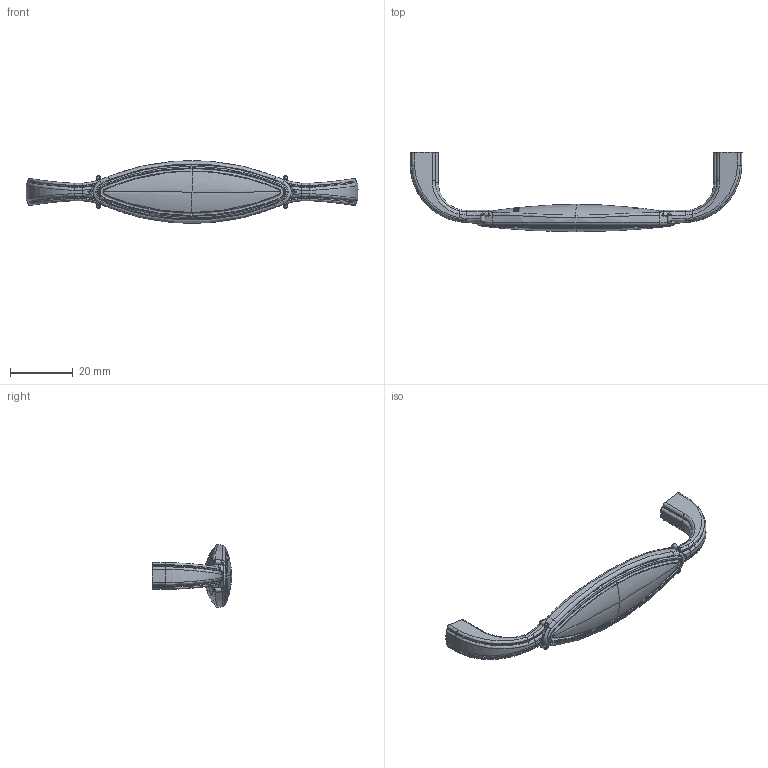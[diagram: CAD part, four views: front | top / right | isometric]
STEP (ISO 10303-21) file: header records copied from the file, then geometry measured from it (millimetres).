
FILE_DESCRIPTION(('Creo Elements/Direct Modeling STEP Export'),'2;1');
FILE_NAME('1973-106.stp','2021-09-27T 9:38:04',(''),(''),'Creo Elements/Direct Modeling STEP processor for AP214 (Solid Model)','Creo Elements/Direct Modeling 20.0 12-Nov-2016 (C) Parametric Technology GmbH','');
FILE_SCHEMA(('AUTOMOTIVE_DESIGN { 1 0 10303 214 1 1 1 1 }'));
Length unit declared in the file: millimetre
Products named in the file (3): Kunststoffeinlage; Griff; 1973_106_
Assembly tree (2 placements, depth 2):
  1973_106_
    Griff
    Kunststoffeinlage
Bounding box: 105.99 x 25.3 x 20 mm (x, y, z)
Volume: 6453.2 mm3; surface area: 6866.7 mm2
Topology: 2 solids, 2 shells, 907 faces, 2574 edges, 1667 vertices
Faces by surface type: plane 543, bspline 222, cylinder 84, torus 40, extrusion 8, revolution 6, cone 4
Entity records: 101377 total; most frequent: CARTESIAN_POINT 80871, ORIENTED_EDGE 5100, EDGE_CURVE 2550, DIRECTION 2360, VERTEX_POINT 1667, B_SPLINE_CURVE_WITH_KNOTS 1612, SURFACE_CURVE 1312, EDGE_LOOP 927
